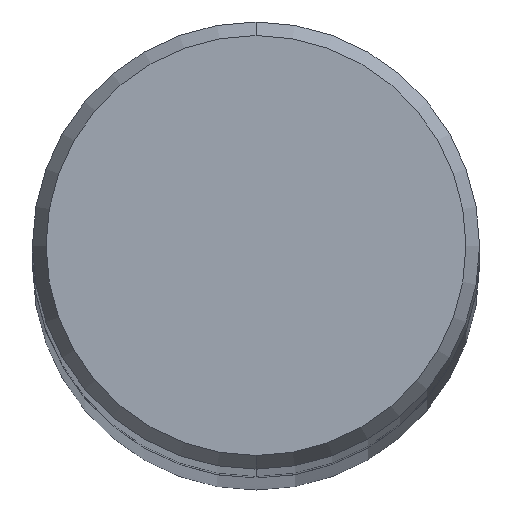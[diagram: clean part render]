
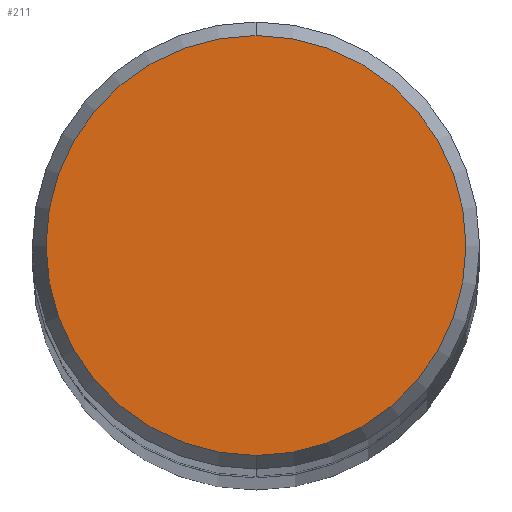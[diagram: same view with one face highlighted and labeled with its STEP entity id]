
A CAD part, top view. The second image highlights one B-rep face of the part: STEP entity #211.
In plain terms, the highlighted planar face has unit normal (0, 0, 1).
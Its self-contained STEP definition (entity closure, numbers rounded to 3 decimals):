
#121=VERTEX_POINT('',#277);
#123=EDGE_CURVE('',#121,#155,#279,.T.);
#129=EDGE_CURVE('',#155,#121,#285,.T.);
#155=VERTEX_POINT('',#313);
#211=ADVANCED_FACE('',(#376),#377,.T.);
#277=CARTESIAN_POINT('',(0.0,3.543,0.0));
#279=CIRCLE('',#442,3.543);
#285=CIRCLE('',#450,3.543);
#313=CARTESIAN_POINT('',(0.,-3.543,0.0));
#376=FACE_OUTER_BOUND('',#574,.T.);
#377=PLANE('',#575);
#442=AXIS2_PLACEMENT_3D('',#645,#646,#647);
#450=AXIS2_PLACEMENT_3D('',#651,#652,#653);
#574=EDGE_LOOP('',(#761,#762));
#575=AXIS2_PLACEMENT_3D('',#763,#764,#765);
#645=CARTESIAN_POINT('',(0.0,0.0,0.0));
#646=DIRECTION('',(0.0,0.0,-1.0));
#647=DIRECTION('',(0.0,1.0,0.0));
#651=CARTESIAN_POINT('',(0.0,0.0,0.0));
#652=DIRECTION('',(0.0,0.0,-1.0));
#653=DIRECTION('',(0.0,1.0,0.0));
#761=ORIENTED_EDGE('',*,*,#123,.F.);
#762=ORIENTED_EDGE('',*,*,#129,.F.);
#763=CARTESIAN_POINT('',(0.0,1.771,0.0));
#764=DIRECTION('',(-0.0,0.0,1.0));
#765=DIRECTION('',(0.0,-1.0,0.0));
